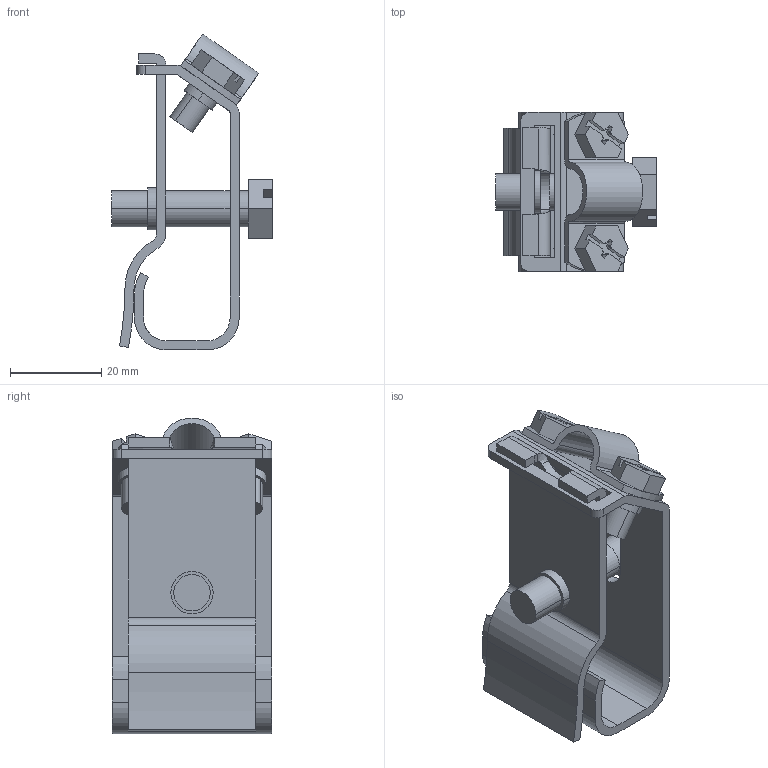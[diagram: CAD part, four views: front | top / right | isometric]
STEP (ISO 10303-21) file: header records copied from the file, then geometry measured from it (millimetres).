
FILE_DESCRIPTION (( 'STEP AP214' ), '1' );
FILE_NAME ('5316308.stp', '2023-04-11T13:09:11', ( '' ), ( '' ), 'SwSTEP 2.0', 'SolidWorks 2022', '' );
FILE_SCHEMA (( 'AUTOMOTIVE_DESIGN' ));
Length unit declared in the file: millimetre
Products named in the file (1): 5316308
Bounding box: 35.3 x 35 x 69.36 mm (x, y, z)
Volume: 15186.1 mm3; surface area: 15986.8 mm2
Topology: 6 solids, 6 shells, 208 faces, 548 edges, 358 vertices
Faces by surface type: plane 115, cylinder 79, cone 12, bspline 2
Entity records: 7897 total; most frequent: CARTESIAN_POINT 1710, DIRECTION 1120, ORIENTED_EDGE 1096, EDGE_CURVE 548, LINE 380, VECTOR 380, AXIS2_PLACEMENT_3D 370, VERTEX_POINT 358
